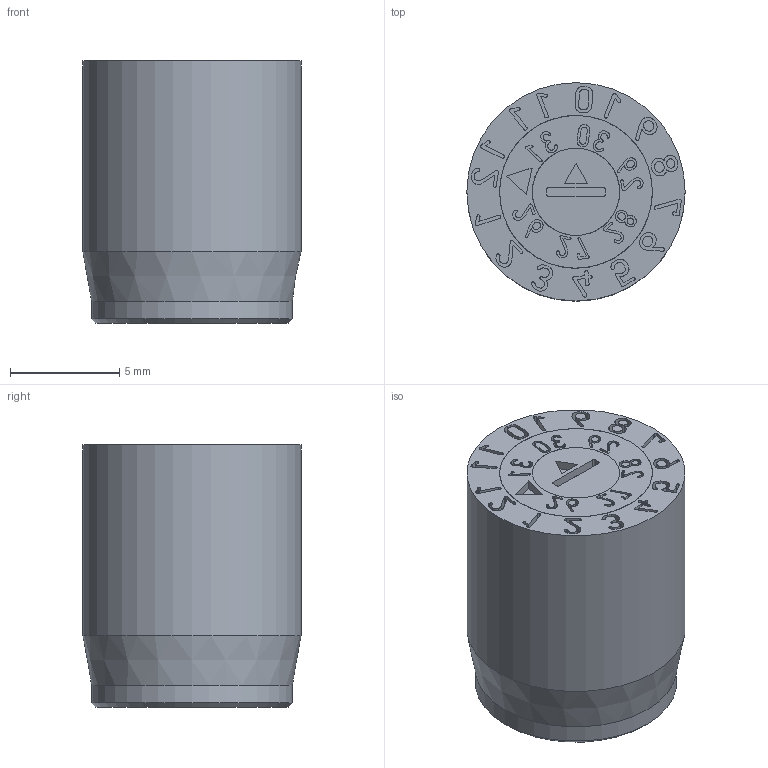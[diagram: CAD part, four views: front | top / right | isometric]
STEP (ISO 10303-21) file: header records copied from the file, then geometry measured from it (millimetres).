
FILE_DESCRIPTION(/* description */ (''),/* implementation_level */ '2;1');
FILE_NAME(/* name */ 'Dati-93900_BC$10$Jahr+5.stp',/* time_stamp */ '2025-09-16T17:24:18+02:00',/* author */ ('olafg'),/* organization */ (''),/* preprocessor_version */ 'ST-DEVELOPER v20',/* originating_system */ 'Autodesk Inventor 2024',/* authorisation */ '');
FILE_SCHEMA (('AUTOMOTIVE_DESIGN { 1 0 10303 214 3 1 1 }'));
Length unit declared in the file: millimetre
Products named in the file (4): Zusammenbau BC 9010; 1010-01-00 Hülse; Gehäusering 10; Stelleinsatz 9010
Assembly tree (3 placements, depth 2):
  Zusammenbau BC 9010
    1010-01-00 Hülse
    Gehäusering 10
    Stelleinsatz 9010
Bounding box: 10 x 10 x 12 mm (x, y, z)
Volume: 903.7 mm3; surface area: 1003.4 mm2
Topology: 3 solids, 3 shells, 575 faces, 1569 edges, 1045 vertices
Faces by surface type: bspline 346, plane 209, cylinder 14, cone 6
Full cylindrical faces by diameter (mm): 2.4 x2, 2.5 x1, 4 x2, 6.8 x1, 7 x2, 9.2 x1, 10 x1
Entity records: 20193 total; most frequent: CARTESIAN_POINT 7842, ORIENTED_EDGE 3138, EDGE_CURVE 1569, DIRECTION 1386, VERTEX_POINT 1045, LINE 840, VECTOR 840, B_SPLINE_CURVE_WITH_KNOTS 692
